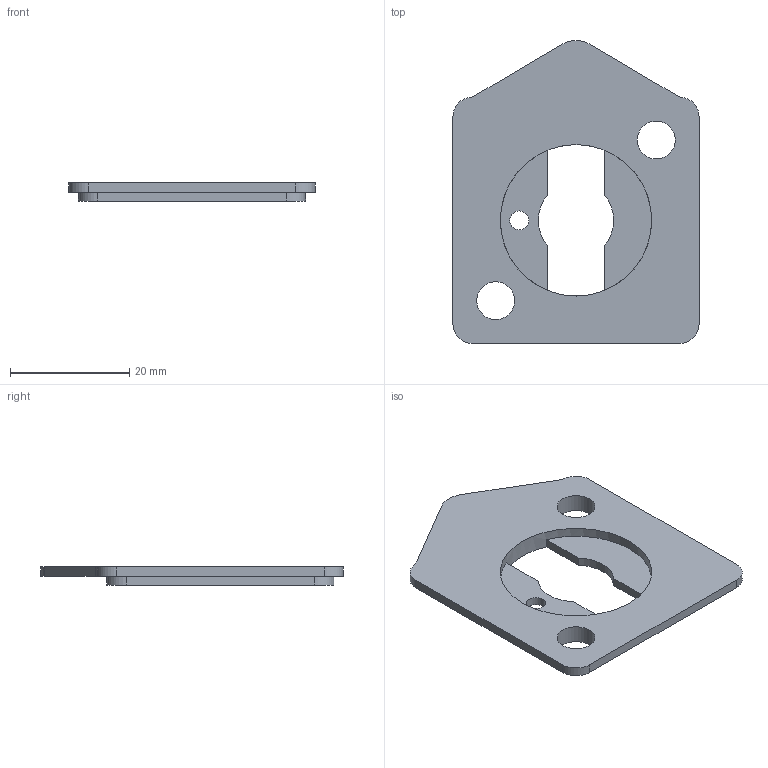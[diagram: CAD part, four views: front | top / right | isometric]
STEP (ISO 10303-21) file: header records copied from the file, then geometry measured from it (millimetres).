
FILE_DESCRIPTION(/* description */ (''),/* implementation_level */ '2;1');
FILE_NAME(/* name */ 'c0640503-d97b-486e-a95d-99af96dd73ca.stp',/* time_stamp */ '2018-12-05T18:15:05-08:00',/* author */ (''),/* organization */ (''),/* preprocessor_version */ 'ST-DEVELOPER v17.2',/* originating_system */ 'Autodesk Translation Framework v7.6.0.251',/* authorisation */ '');
FILE_SCHEMA (('AUTOMOTIVE_DESIGN { 1 0 10303 214 3 1 1 }'));
Length unit declared in the file: inch
Products named in the file (1): E27G6CA02
Bounding box: 41.27 x 50.79 x 3.06 mm (x, y, z)
Volume: 3713.6 mm3; surface area: 3935.7 mm2
Topology: 1 solids, 1 shells, 35 faces, 96 edges, 64 vertices
Faces by surface type: plane 18, cylinder 17
Full cylindrical faces by diameter (mm): 3.175 x1, 6.35 x2, 25.4 x1
Entity records: 1186 total; most frequent: DIRECTION 206, CARTESIAN_POINT 196, ORIENTED_EDGE 192, EDGE_CURVE 96, AXIS2_PLACEMENT_3D 74, VERTEX_POINT 64, LINE 58, VECTOR 58
